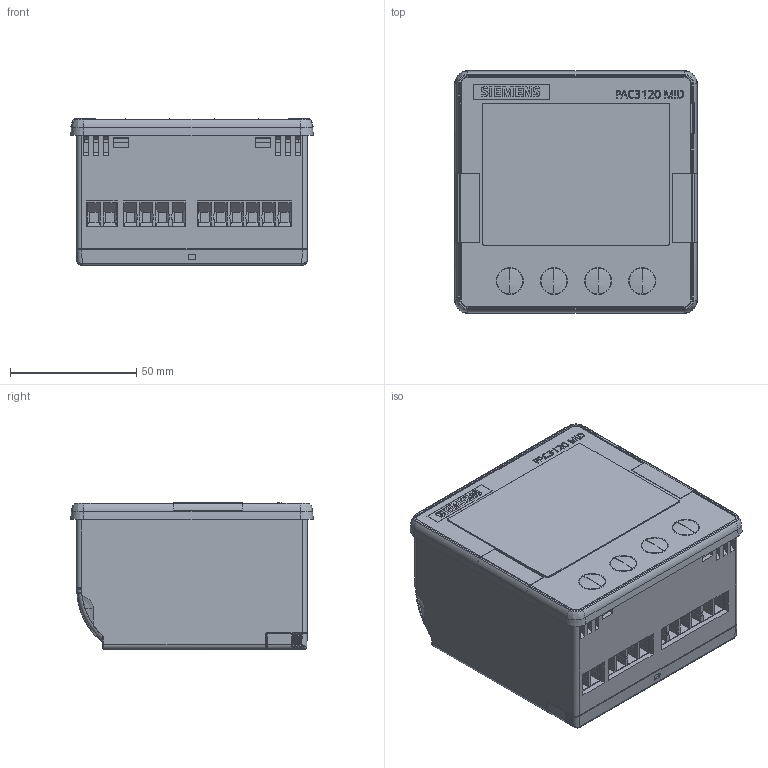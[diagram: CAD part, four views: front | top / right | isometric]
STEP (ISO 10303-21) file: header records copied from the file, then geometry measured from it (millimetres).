
FILE_DESCRIPTION(/* description */ (''),/* implementation_level */ '2;1');
FILE_NAME(/* name */ '7KM3120_v.stp',/* time_stamp */ '2023-05-31T14:31:27+02:00',/* author */ (''),/* organization */ (''),/* preprocessor_version */ 'ST-DEVELOPER v19.3',/* originating_system */ 'SIEMENS PLM Software NX2212.1700',/* authorisation */ '');
FILE_SCHEMA (('AUTOMOTIVE_DESIGN { 1 0 10303 214 3 1 1 1 }'));
Products named in the file (1): model1
Bounding box: 96.13 x 96.16 x 58.1 mm (x, y, z)
Volume: 427424.5 mm3; surface area: 71805.4 mm2
Topology: 8 solids, 12 shells, 1528 faces, 4081 edges, 2640 vertices
Faces by surface type: plane 976, cylinder 375, torus 83, cone 27, extrusion 25, bspline 23, sphere 19
Entity records: 61552 total; most frequent: CARTESIAN_POINT 13195, ORIENTED_EDGE 8122, DIRECTION 7307, EDGE_CURVE 4061, VERTEX_POINT 2640, VECTOR 2571, LINE 2546, AXIS2_PLACEMENT_3D 2368
